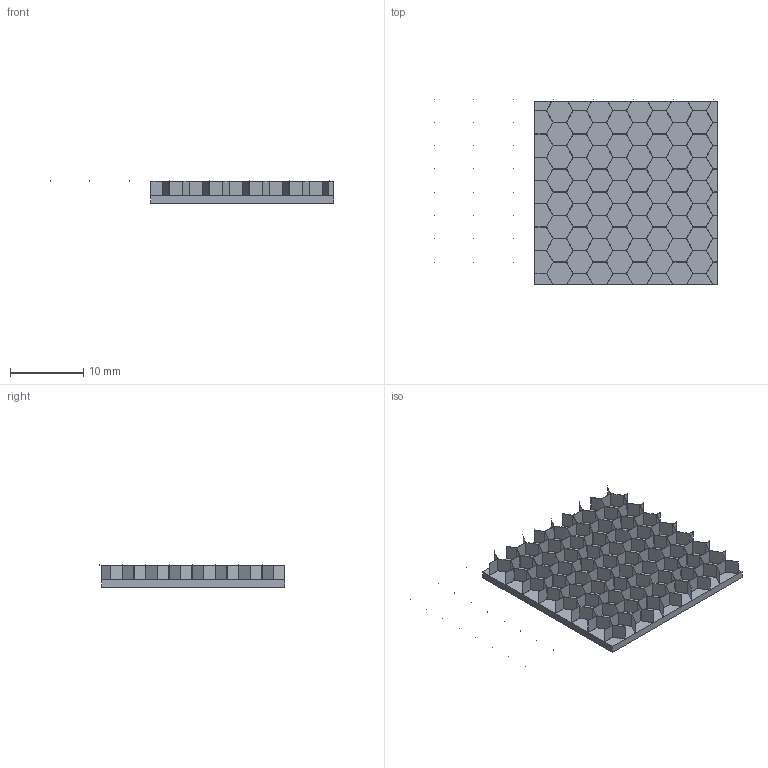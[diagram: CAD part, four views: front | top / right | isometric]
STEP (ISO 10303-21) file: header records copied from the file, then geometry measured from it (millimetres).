
FILE_DESCRIPTION (( 'STEP AP203' ), '1' );
FILE_NAME ('Square+mash.STEP', '2017-10-16T10:18:02', ( '' ), ( '' ), 'SwSTEP 2.0', 'SolidWorks 2016', '' );
FILE_SCHEMA (( 'CONFIG_CONTROL_DESIGN' ));
Length unit declared in the file: millimetre
Products named in the file (3): Square+mash; Square; Mash 2
Assembly tree (2 placements, depth 2):
  Square+mash
    Square
    Mash 2
Bounding box: 38.75 x 25.32 x 3.05 mm (x, y, z)
Volume: 650.6 mm3; surface area: 3329.7 mm2
Topology: 66 solids, 66 shells, 1107 faces, 2925 edges, 1950 vertices
Faces by surface type: plane 1107
Entity records: 34108 total; most frequent: CARTESIAN_POINT 5987, ORIENTED_EDGE 5850, DIRECTION 5149, EDGE_CURVE 2925, LINE 2925, VECTOR 2925, VERTEX_POINT 1950, EDGE_LOOP 1323
